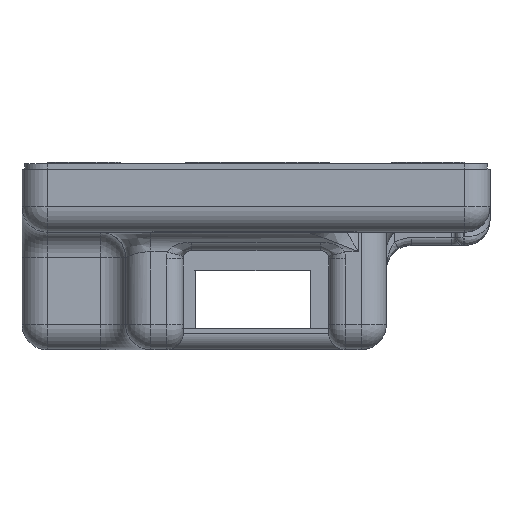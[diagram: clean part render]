
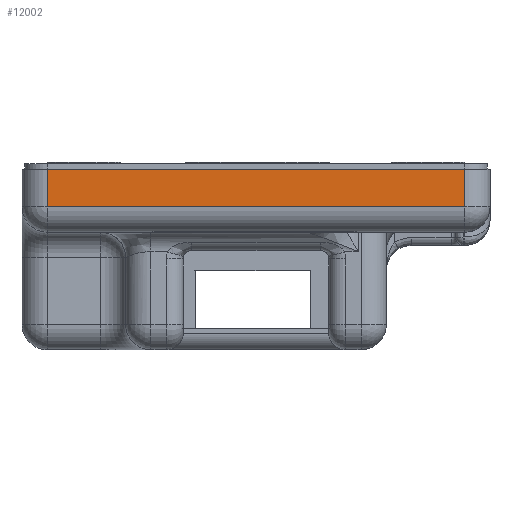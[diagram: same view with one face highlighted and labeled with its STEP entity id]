
A CAD part, left-side view. The second image highlights one B-rep face of the part: STEP entity #12002.
In plain terms, the highlighted planar face has unit normal (-1, 0, 0).
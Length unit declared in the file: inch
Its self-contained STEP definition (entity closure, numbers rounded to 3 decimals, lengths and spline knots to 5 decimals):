
#131 = DIRECTION ( 'NONE',  ( 0., -1., 0. ) ) ;
#844 = CARTESIAN_POINT ( 'NONE',  ( -1.73, 0.745, 0.585 ) ) ;
#850 = DIRECTION ( 'NONE',  ( 0., 0., 1. ) ) ;
#854 = LINE ( 'NONE', #12687, #8542 ) ;
#1076 = CARTESIAN_POINT ( 'NONE',  ( -1.73, -0.745, 0.645 ) ) ;
#1146 = ORIENTED_EDGE ( 'NONE', *, *, #3283, .F. ) ;
#1380 = EDGE_CURVE ( 'NONE', #2786, #12343, #8185, .T. ) ;
#1554 = EDGE_LOOP ( 'NONE', ( #12598, #1146, #3684, #8716 ) ) ;
#1717 = VECTOR ( 'NONE', #11676, 39.37008 ) ;
#1735 = CARTESIAN_POINT ( 'NONE',  ( -1.73, 0.835, 0.585 ) ) ;
#2515 = CARTESIAN_POINT ( 'NONE',  ( -1.73, -0.745, 0.51 ) ) ;
#2675 = CARTESIAN_POINT ( 'NONE',  ( -1.73, 0.835, 0.51 ) ) ;
#2765 = CARTESIAN_POINT ( 'NONE',  ( -1.73, 0., 0.645 ) ) ;
#2786 = VERTEX_POINT ( 'NONE', #11386 ) ;
#3283 = EDGE_CURVE ( 'NONE', #12170, #10137, #12266, .T. ) ;
#3684 = ORIENTED_EDGE ( 'NONE', *, *, #12090, .T. ) ;
#3722 = PLANE ( 'NONE',  #8043 ) ;
#4756 = DIRECTION ( 'NONE',  ( 0., -1., 0. ) ) ;
#5525 = VECTOR ( 'NONE', #131, 39.37008 ) ;
#6056 = EDGE_CURVE ( 'NONE', #12343, #10137, #854, .T. ) ;
#7775 = FACE_OUTER_BOUND ( 'NONE', #1554, .T. ) ;
#8043 = AXIS2_PLACEMENT_3D ( 'NONE', #1735, #10704, #4756 ) ;
#8185 = LINE ( 'NONE', #2675, #5525 ) ;
#8542 = VECTOR ( 'NONE', #850, 39.37008 ) ;
#8716 = ORIENTED_EDGE ( 'NONE', *, *, #1380, .T. ) ;
#9782 = VECTOR ( 'NONE', #12764, 39.37008 ) ;
#10137 = VERTEX_POINT ( 'NONE', #1076 ) ;
#10704 = DIRECTION ( 'NONE',  ( -1., 0., 0. ) ) ;
#11386 = CARTESIAN_POINT ( 'NONE',  ( -1.73, 0.745, 0.51 ) ) ;
#11676 = DIRECTION ( 'NONE',  ( 0., -1., 0. ) ) ;
#11977 = CARTESIAN_POINT ( 'NONE',  ( -1.73, 0.745, 0.645 ) ) ;
#12002 = ADVANCED_FACE ( 'NONE', ( #7775 ), #3722, .T. ) ;
#12066 = LINE ( 'NONE', #844, #9782 ) ;
#12090 = EDGE_CURVE ( 'NONE', #12170, #2786, #12066, .T. ) ;
#12170 = VERTEX_POINT ( 'NONE', #11977 ) ;
#12266 = LINE ( 'NONE', #2765, #1717 ) ;
#12343 = VERTEX_POINT ( 'NONE', #2515 ) ;
#12598 = ORIENTED_EDGE ( 'NONE', *, *, #6056, .T. ) ;
#12687 = CARTESIAN_POINT ( 'NONE',  ( -1.73, -0.745, 0.585 ) ) ;
#12764 = DIRECTION ( 'NONE',  ( 0., 0., -1. ) ) ;
